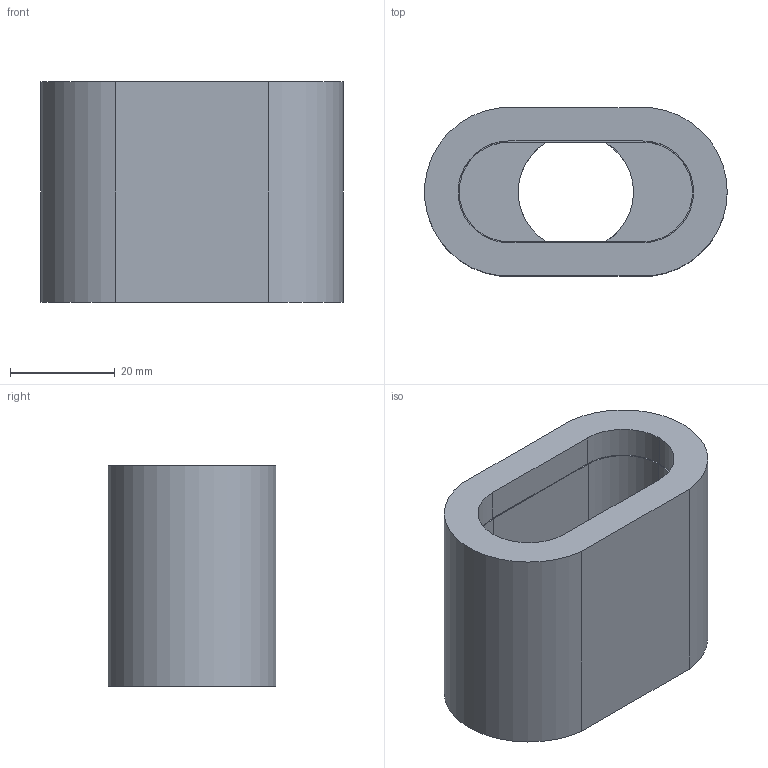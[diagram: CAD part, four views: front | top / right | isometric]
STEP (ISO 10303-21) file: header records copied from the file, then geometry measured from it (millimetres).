
FILE_DESCRIPTION (( 'STEP AP203' ), '1' );
FILE_NAME ('Przejœciówka maski i filtra 1.STEP', '2020-04-02T14:41:03', ( '' ), ( '' ), 'SwSTEP 2.0', 'SolidWorks 2019', '' );
FILE_SCHEMA (( 'CONFIG_CONTROL_DESIGN' ));
Length unit declared in the file: millimetre
Products named in the file (1): Przej渃i體ka maski i filtra 1
Bounding box: 57.64 x 32 x 42 mm (x, y, z)
Volume: 44596.8 mm3; surface area: 12676.4 mm2
Topology: 1 solids, 1 shells, 24 faces, 59 edges, 38 vertices
Faces by surface type: plane 13, cylinder 11
Entity records: 798 total; most frequent: DIRECTION 135, CARTESIAN_POINT 122, ORIENTED_EDGE 118, EDGE_CURVE 59, AXIS2_PLACEMENT_3D 51, VERTEX_POINT 38, VECTOR 33, LINE 33
